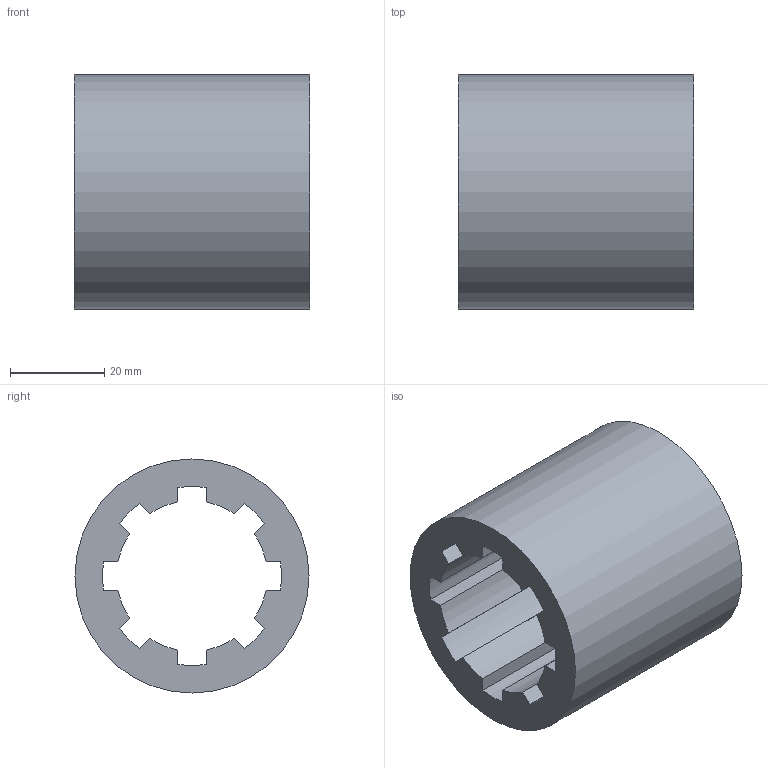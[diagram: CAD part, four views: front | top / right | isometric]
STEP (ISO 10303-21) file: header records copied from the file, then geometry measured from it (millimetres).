
FILE_DESCRIPTION( ( 'STEP AP214' ), '1' );
FILE_NAME( 'SBB0_3200_2_14b.stp', ' ', ( ' ' ), ( ' ' ), 'PSStep 15.0.47', 'PARTsolutions', ' ' );
FILE_SCHEMA( ( 'AUTOMOTIVE_DESIGN { 1 0 10303 214 1 1 1 1 }' ) );
Length unit declared in the file: millimetre
Products named in the file (1): HI_SBB0 3200
Bounding box: 50 x 49.7 x 49.7 mm (x, y, z)
Volume: 49551.8 mm3; surface area: 17247.6 mm2
Topology: 1 solids, 1 shells, 35 faces, 99 edges, 66 vertices
Faces by surface type: plane 18, cylinder 17
Full cylindrical faces by diameter (mm): 49.7 x1
Entity records: 1442 total; most frequent: DIRECTION 204, CARTESIAN_POINT 200, ORIENTED_EDGE 196, EDGE_CURVE 98, AXIS2_PLACEMENT_3D 70, VERTEX_POINT 66, LINE 64, VECTOR 64
